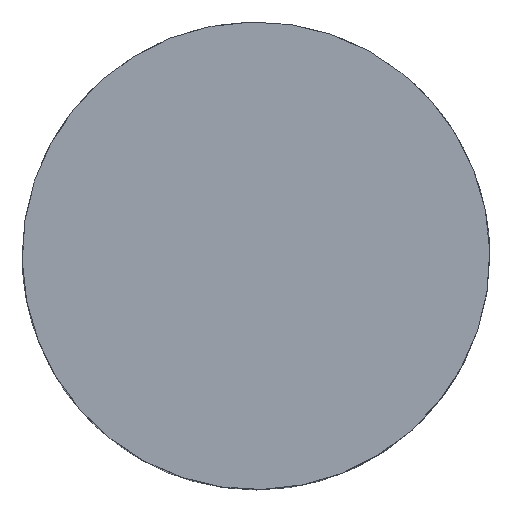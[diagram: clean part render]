
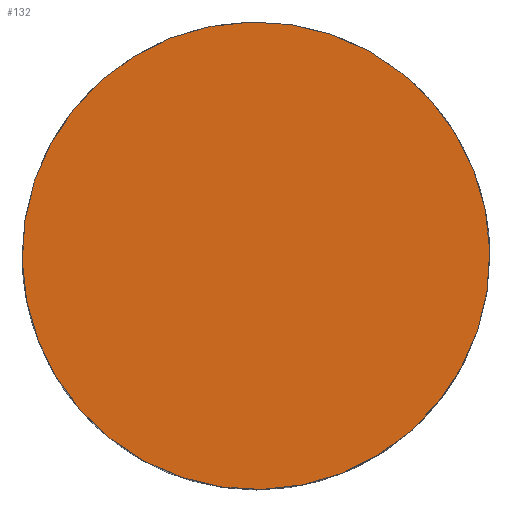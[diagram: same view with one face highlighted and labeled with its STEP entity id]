
A CAD part, top view. The second image highlights one B-rep face of the part: STEP entity #132.
In plain terms, the highlighted planar face has unit normal (0, 0, 1).
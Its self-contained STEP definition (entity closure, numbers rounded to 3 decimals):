
#109=CARTESIAN_POINT('Axis2P3D Location',(0.,30.,50.)) ;
#114=CARTESIAN_POINT('Axis2P3D Location',(0.,0.,50.)) ;
#118=CARTESIAN_POINT('Vertex',(14.383,26.327,50.)) ;
#120=CARTESIAN_POINT('Vertex',(-14.383,-26.327,50.)) ;
#123=CARTESIAN_POINT('Axis2P3D Location',(0.,0.,50.)) ;
#110=DIRECTION('Axis2P3D Direction',(0.,0.,-1.)) ;
#111=DIRECTION('Axis2P3D XDirection',(1.,0.,0.)) ;
#115=DIRECTION('Axis2P3D Direction',(0.,0.,-1.)) ;
#124=DIRECTION('Axis2P3D Direction',(0.,0.,-1.)) ;
#112=AXIS2_PLACEMENT_3D('Plane Axis2P3D',#109,#110,#111) ;
#116=AXIS2_PLACEMENT_3D('Circle Axis2P3D',#114,#115,$) ;
#125=AXIS2_PLACEMENT_3D('Circle Axis2P3D',#123,#124,$) ;
#129=ORIENTED_EDGE('',*,*,#122,.F.) ;
#130=ORIENTED_EDGE('',*,*,#127,.F.) ;
#132=ADVANCED_FACE('PartBody',(#131),#113,.F.) ;
#117=CIRCLE('generated circle',#116,30.) ;
#126=CIRCLE('generated circle',#125,30.) ;
#122=EDGE_CURVE('',#119,#121,#117,.T.) ;
#127=EDGE_CURVE('',#121,#119,#126,.T.) ;
#128=EDGE_LOOP('',(#129,#130)) ;
#131=FACE_OUTER_BOUND('',#128,.T.) ;
#113=PLANE('',#112) ;
#119=VERTEX_POINT('',#118) ;
#121=VERTEX_POINT('',#120) ;
